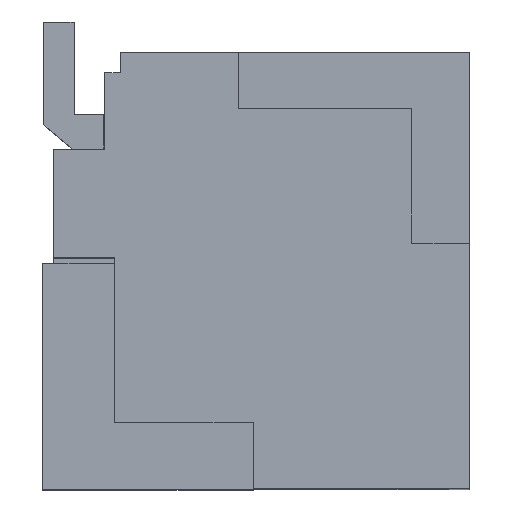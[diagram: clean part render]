
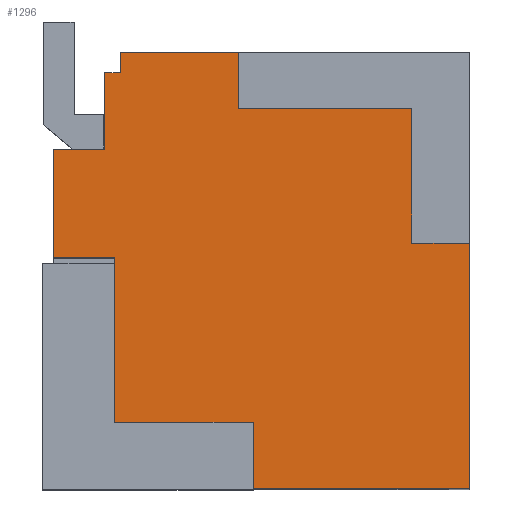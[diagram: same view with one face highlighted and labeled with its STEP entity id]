
A CAD part, top view. The second image highlights one B-rep face of the part: STEP entity #1296.
In plain terms, the highlighted planar face has unit normal (0, 0, 1).
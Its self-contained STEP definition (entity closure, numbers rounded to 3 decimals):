
#16 = CARTESIAN_POINT ( 'NONE',  ( -2.02, -2.12, 2.88 ) ) ;
#17 = VERTEX_POINT ( 'NONE', #1559 ) ;
#73 = EDGE_CURVE ( 'NONE', #17, #2064, #1135, .T. ) ;
#94 = DIRECTION ( 'NONE',  ( 0., 1., 0. ) ) ;
#166 = LINE ( 'NONE', #1956, #1980 ) ;
#199 = ORIENTED_EDGE ( 'NONE', *, *, #3136, .T. ) ;
#203 = VERTEX_POINT ( 'NONE', #2008 ) ;
#217 = EDGE_CURVE ( 'NONE', #806, #1071, #3092, .T. ) ;
#224 = ORIENTED_EDGE ( 'NONE', *, *, #3343, .T. ) ;
#251 = DIRECTION ( 'NONE',  ( 0., -1., 0. ) ) ;
#291 = DIRECTION ( 'NONE',  ( -1., 0., 0. ) ) ;
#311 = DIRECTION ( 'NONE',  ( 0., -1., 0. ) ) ;
#317 = CARTESIAN_POINT ( 'NONE',  ( -2.02, 1.18, 2.88 ) ) ;
#328 = CARTESIAN_POINT ( 'NONE',  ( 0., 1.58, 2.88 ) ) ;
#336 = DIRECTION ( 'NONE',  ( 0., 1., 0. ) ) ;
#365 = DIRECTION ( 'NONE',  ( 1., 0., 0. ) ) ;
#369 = LINE ( 'NONE', #637, #2086 ) ;
#381 = ORIENTED_EDGE ( 'NONE', *, *, #217, .T. ) ;
#388 = LINE ( 'NONE', #1906, #665 ) ;
#422 = EDGE_LOOP ( 'NONE', ( #1360, #1011, #199, #2385, #2278, #556, #852, #381, #1162, #2057, #224, #3143, #1256, #1795, #2420, #590 ) ) ;
#432 = VECTOR ( 'NONE', #291, 1000. ) ;
#523 = CARTESIAN_POINT ( 'NONE',  ( 1.47, 1.58, 2.88 ) ) ;
#556 = ORIENTED_EDGE ( 'NONE', *, *, #2861, .F. ) ;
#590 = ORIENTED_EDGE ( 'NONE', *, *, #2163, .T. ) ;
#620 = CARTESIAN_POINT ( 'NONE',  ( -0.075, 0., 2.88 ) ) ;
#637 = CARTESIAN_POINT ( 'NONE',  ( 0., 0.125, 2.88 ) ) ;
#641 = VECTOR ( 'NONE', #1340, 1000. ) ;
#644 = LINE ( 'NONE', #1634, #1840 ) ;
#654 = DIRECTION ( 'NONE',  ( 1., 0., 0. ) ) ;
#659 = VERTEX_POINT ( 'NONE', #2100 ) ;
#665 = VECTOR ( 'NONE', #2981, 1000. ) ;
#732 = VECTOR ( 'NONE', #2345, 1000. ) ;
#806 = VERTEX_POINT ( 'NONE', #317 ) ;
#852 = ORIENTED_EDGE ( 'NONE', *, *, #1023, .F. ) ;
#854 = VECTOR ( 'NONE', #1391, 1000. ) ;
#864 = LINE ( 'NONE', #328, #1190 ) ;
#869 = LINE ( 'NONE', #620, #1927 ) ;
#892 = EDGE_CURVE ( 'NONE', #3001, #1846, #864, .T. ) ;
#894 = VECTOR ( 'NONE', #365, 1000. ) ;
#942 = CARTESIAN_POINT ( 'NONE',  ( -2.02, 0., 2.88 ) ) ;
#1004 = CARTESIAN_POINT ( 'NONE',  ( 2.03, -2.12, 2.88 ) ) ;
#1011 = ORIENTED_EDGE ( 'NONE', *, *, #3087, .T. ) ;
#1023 = EDGE_CURVE ( 'NONE', #806, #1986, #2499, .T. ) ;
#1037 = CARTESIAN_POINT ( 'NONE',  ( 2.03, -2.12, 2.88 ) ) ;
#1071 = VERTEX_POINT ( 'NONE', #2364 ) ;
#1093 = LINE ( 'NONE', #1842, #641 ) ;
#1095 = DIRECTION ( 'NONE',  ( -1., 0., 0. ) ) ;
#1109 = PLANE ( 'NONE',  #3286 ) ;
#1135 = LINE ( 'NONE', #1883, #854 ) ;
#1162 = ORIENTED_EDGE ( 'NONE', *, *, #3389, .T. ) ;
#1178 = LINE ( 'NONE', #2456, #1682 ) ;
#1184 = DIRECTION ( 'NONE',  ( 1., 0., 0. ) ) ;
#1188 = CARTESIAN_POINT ( 'NONE',  ( -0.22, 1.58, 2.88 ) ) ;
#1190 = VECTOR ( 'NONE', #1095, 1000. ) ;
#1198 = EDGE_CURVE ( 'NONE', #2064, #659, #2620, .T. ) ;
#1242 = CARTESIAN_POINT ( 'NONE',  ( 0., 0., 2.88 ) ) ;
#1256 = ORIENTED_EDGE ( 'NONE', *, *, #1648, .F. ) ;
#1296 = ADVANCED_FACE ( 'NONE', ( #3017 ), #1109, .T. ) ;
#1297 = CARTESIAN_POINT ( 'NONE',  ( -1.37, 2.13, 2.88 ) ) ;
#1340 = DIRECTION ( 'NONE',  ( -1., 0., 0. ) ) ;
#1360 = ORIENTED_EDGE ( 'NONE', *, *, #892, .T. ) ;
#1391 = DIRECTION ( 'NONE',  ( 1., 0., 0. ) ) ;
#1402 = VERTEX_POINT ( 'NONE', #2876 ) ;
#1416 = DIRECTION ( 'NONE',  ( 1., 0., 0. ) ) ;
#1542 = VERTEX_POINT ( 'NONE', #3224 ) ;
#1546 = EDGE_CURVE ( 'NONE', #203, #1967, #2409, .T. ) ;
#1558 = CARTESIAN_POINT ( 'NONE',  ( -1.425, 0.125, 2.88 ) ) ;
#1559 = CARTESIAN_POINT ( 'NONE',  ( -1.52, 1.93, 2.88 ) ) ;
#1593 = LINE ( 'NONE', #16, #432 ) ;
#1597 = VERTEX_POINT ( 'NONE', #1558 ) ;
#1601 = VECTOR ( 'NONE', #1718, 1000. ) ;
#1611 = DIRECTION ( 'NONE',  ( 0., -1., 0. ) ) ;
#1634 = CARTESIAN_POINT ( 'NONE',  ( -1.52, 1.93, 2.88 ) ) ;
#1648 = EDGE_CURVE ( 'NONE', #1967, #2720, #1593, .T. ) ;
#1675 = VERTEX_POINT ( 'NONE', #2448 ) ;
#1682 = VECTOR ( 'NONE', #94, 1000. ) ;
#1718 = DIRECTION ( 'NONE',  ( 0., -1., 0. ) ) ;
#1755 = CARTESIAN_POINT ( 'NONE',  ( -1.52, 1.18, 2.88 ) ) ;
#1762 = EDGE_CURVE ( 'NONE', #1542, #2720, #869, .T. ) ;
#1795 = ORIENTED_EDGE ( 'NONE', *, *, #1546, .F. ) ;
#1840 = VECTOR ( 'NONE', #336, 1000. ) ;
#1842 = CARTESIAN_POINT ( 'NONE',  ( 0., 0.27, 2.88 ) ) ;
#1846 = VERTEX_POINT ( 'NONE', #1188 ) ;
#1873 = LINE ( 'NONE', #2878, #3140 ) ;
#1883 = CARTESIAN_POINT ( 'NONE',  ( -1.37, 1.93, 2.88 ) ) ;
#1906 = CARTESIAN_POINT ( 'NONE',  ( 0., 2.13, 2.88 ) ) ;
#1927 = VECTOR ( 'NONE', #311, 1000. ) ;
#1946 = CARTESIAN_POINT ( 'NONE',  ( 0., -1.475, 2.88 ) ) ;
#1956 = CARTESIAN_POINT ( 'NONE',  ( 1.47, 0., 2.88 ) ) ;
#1967 = VERTEX_POINT ( 'NONE', #1004 ) ;
#1980 = VECTOR ( 'NONE', #3036, 1000. ) ;
#1986 = VERTEX_POINT ( 'NONE', #1755 ) ;
#2008 = CARTESIAN_POINT ( 'NONE',  ( 2.03, 0.27, 2.88 ) ) ;
#2057 = ORIENTED_EDGE ( 'NONE', *, *, #2796, .T. ) ;
#2058 = EDGE_CURVE ( 'NONE', #203, #1402, #1093, .T. ) ;
#2064 = VERTEX_POINT ( 'NONE', #2919 ) ;
#2077 = VERTEX_POINT ( 'NONE', #3004 ) ;
#2086 = VECTOR ( 'NONE', #1416, 1000. ) ;
#2100 = CARTESIAN_POINT ( 'NONE',  ( -1.37, 2.13, 2.88 ) ) ;
#2163 = EDGE_CURVE ( 'NONE', #1402, #3001, #166, .T. ) ;
#2228 = DIRECTION ( 'NONE',  ( 0., 0., 1. ) ) ;
#2278 = ORIENTED_EDGE ( 'NONE', *, *, #73, .F. ) ;
#2298 = CARTESIAN_POINT ( 'NONE',  ( -0.075, -2.12, 2.88 ) ) ;
#2345 = DIRECTION ( 'NONE',  ( 0., 1., 0. ) ) ;
#2364 = CARTESIAN_POINT ( 'NONE',  ( -2.02, 0.125, 2.88 ) ) ;
#2385 = ORIENTED_EDGE ( 'NONE', *, *, #1198, .F. ) ;
#2409 = LINE ( 'NONE', #1037, #2775 ) ;
#2420 = ORIENTED_EDGE ( 'NONE', *, *, #2058, .T. ) ;
#2448 = CARTESIAN_POINT ( 'NONE',  ( -1.425, -1.475, 2.88 ) ) ;
#2456 = CARTESIAN_POINT ( 'NONE',  ( -0.22, 0., 2.88 ) ) ;
#2499 = LINE ( 'NONE', #2737, #894 ) ;
#2620 = LINE ( 'NONE', #1297, #732 ) ;
#2720 = VERTEX_POINT ( 'NONE', #2298 ) ;
#2737 = CARTESIAN_POINT ( 'NONE',  ( -1.52, 1.18, 2.88 ) ) ;
#2775 = VECTOR ( 'NONE', #1611, 1000. ) ;
#2796 = EDGE_CURVE ( 'NONE', #1597, #1675, #1873, .T. ) ;
#2807 = VECTOR ( 'NONE', #654, 1000. ) ;
#2861 = EDGE_CURVE ( 'NONE', #1986, #17, #644, .T. ) ;
#2876 = CARTESIAN_POINT ( 'NONE',  ( 1.47, 0.27, 2.88 ) ) ;
#2878 = CARTESIAN_POINT ( 'NONE',  ( -1.425, 0., 2.88 ) ) ;
#2919 = CARTESIAN_POINT ( 'NONE',  ( -1.37, 1.93, 2.88 ) ) ;
#2981 = DIRECTION ( 'NONE',  ( -1., 0., 0. ) ) ;
#3001 = VERTEX_POINT ( 'NONE', #523 ) ;
#3004 = CARTESIAN_POINT ( 'NONE',  ( -0.22, 2.13, 2.88 ) ) ;
#3017 = FACE_OUTER_BOUND ( 'NONE', #422, .T. ) ;
#3036 = DIRECTION ( 'NONE',  ( 0., 1., 0. ) ) ;
#3087 = EDGE_CURVE ( 'NONE', #1846, #2077, #1178, .T. ) ;
#3092 = LINE ( 'NONE', #942, #1601 ) ;
#3136 = EDGE_CURVE ( 'NONE', #2077, #659, #388, .T. ) ;
#3140 = VECTOR ( 'NONE', #251, 1000. ) ;
#3143 = ORIENTED_EDGE ( 'NONE', *, *, #1762, .T. ) ;
#3224 = CARTESIAN_POINT ( 'NONE',  ( -0.075, -1.475, 2.88 ) ) ;
#3285 = LINE ( 'NONE', #1946, #2807 ) ;
#3286 = AXIS2_PLACEMENT_3D ( 'NONE', #1242, #2228, #1184 ) ;
#3343 = EDGE_CURVE ( 'NONE', #1675, #1542, #3285, .T. ) ;
#3389 = EDGE_CURVE ( 'NONE', #1071, #1597, #369, .T. ) ;
